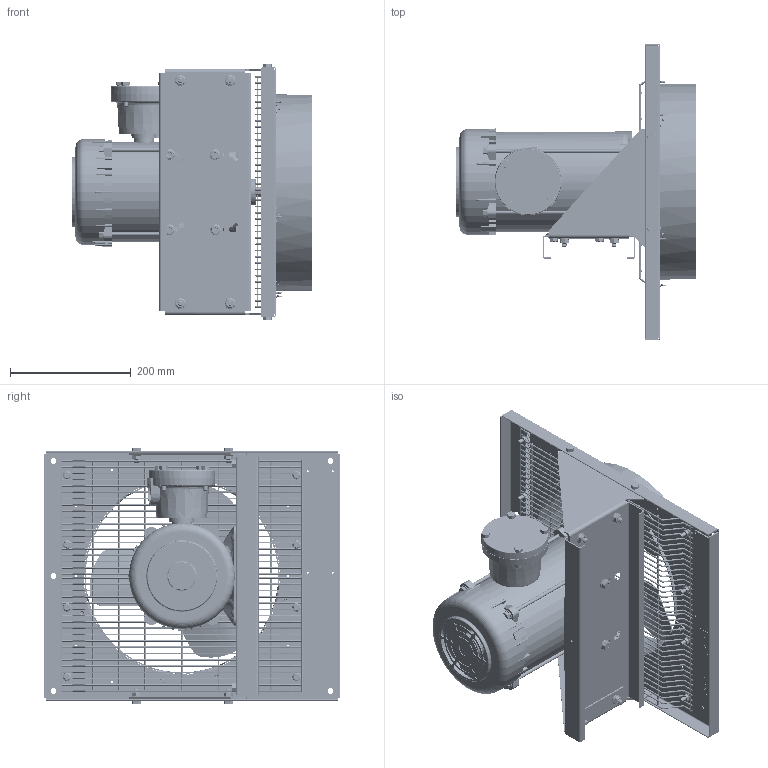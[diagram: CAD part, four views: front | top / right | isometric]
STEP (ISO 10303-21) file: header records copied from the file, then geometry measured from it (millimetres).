
FILE_DESCRIPTION (( 'STEP AP214' ), '1' );
FILE_NAME ('XEF-12-FM.STEP', '2024-10-04T18:00:27', ( '' ), ( '' ), 'SwSTEP 2.0', 'SolidWorks 2023', '' );
FILE_SCHEMA (( 'AUTOMOTIVE_DESIGN' ));
Length unit declared in the file: inch
Products named in the file (1): XEF-12-FM
Bounding box: 398.96 x 491.03 x 424.59 mm (x, y, z)
Volume: 7154121.9 mm3; surface area: 1580556.4 mm2
Topology: 138 solids, 138 shells, 6427 faces, 15443 edges, 9358 vertices
Faces by surface type: cylinder 2173, plane 1662, cone 1501, bspline 572, torus 501, sphere 18
Entity records: 303086 total; most frequent: CARTESIAN_POINT 71452, ORIENTED_EDGE 30834, DIRECTION 30828, EDGE_CURVE 15417, AXIS2_PLACEMENT_3D 12214, VERTEX_POINT 9358, EDGE_LOOP 6809, LENGTH_MEASURE_WITH_UNIT 6566
